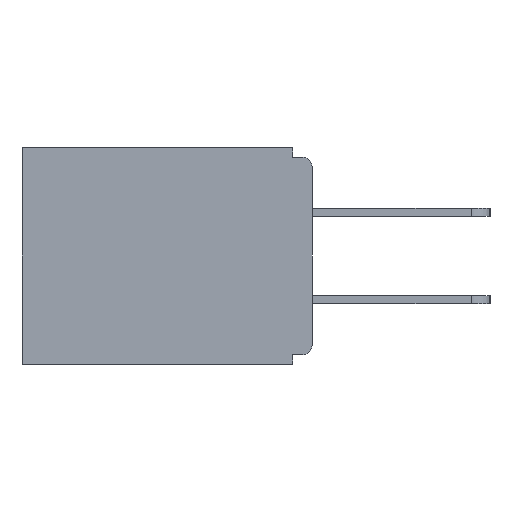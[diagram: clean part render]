
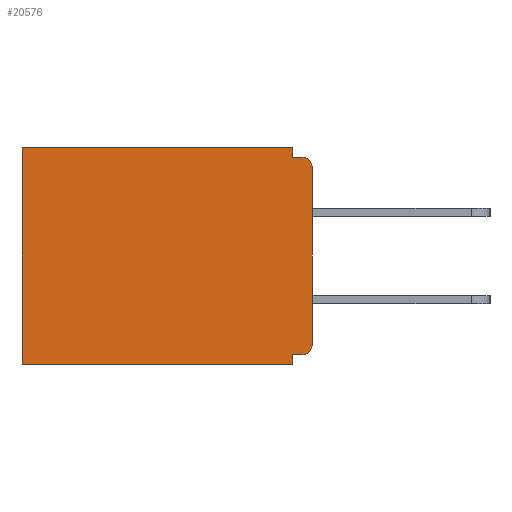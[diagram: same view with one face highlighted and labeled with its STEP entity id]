
A CAD part, left-side view. The second image highlights one B-rep face of the part: STEP entity #20576.
In plain terms, the highlighted planar face has unit normal (-1, 0, 0).
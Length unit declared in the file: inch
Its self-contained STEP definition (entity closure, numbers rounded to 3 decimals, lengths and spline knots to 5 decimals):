
#231 = DIRECTION ( 'NONE',  ( 0., 0., -1. ) ) ;
#416 = CARTESIAN_POINT ( 'NONE',  ( 0.298, 0., -0.03 ) ) ;
#439 = EDGE_CURVE ( 'NONE', #16707, #20886, #23143, .T. ) ;
#673 = DIRECTION ( 'NONE',  ( 0., -1., 0. ) ) ;
#850 = DIRECTION ( 'NONE',  ( -1., 0., 0. ) ) ;
#943 = DIRECTION ( 'NONE',  ( 0., 0., -1. ) ) ;
#2294 = VERTEX_POINT ( 'NONE', #22984 ) ;
#2442 = LINE ( 'NONE', #6823, #14164 ) ;
#2548 = CARTESIAN_POINT ( 'NONE',  ( 0.298, 0.031, -0.328 ) ) ;
#3782 = LINE ( 'NONE', #18077, #20356 ) ;
#4182 = ORIENTED_EDGE ( 'NONE', *, *, #15260, .F. ) ;
#4267 = LINE ( 'NONE', #20911, #21786 ) ;
#4542 = VECTOR ( 'NONE', #24481, 39.37008 ) ;
#4646 = CARTESIAN_POINT ( 'NONE',  ( 0.298, 0.015, -0.313 ) ) ;
#5077 = CARTESIAN_POINT ( 'NONE',  ( 0.298, 0., -0.313 ) ) ;
#5558 = DIRECTION ( 'NONE',  ( 0., 0., -1. ) ) ;
#5749 = EDGE_CURVE ( 'NONE', #21904, #23708, #18640, .T. ) ;
#5900 = CARTESIAN_POINT ( 'NONE',  ( 0.298, 0.46, -0.343 ) ) ;
#6004 = CARTESIAN_POINT ( 'NONE',  ( 0.298, 0.015, -0.328 ) ) ;
#6069 = DIRECTION ( 'NONE',  ( 0., 0., -1. ) ) ;
#6507 = DIRECTION ( 'NONE',  ( 0., 0., -1. ) ) ;
#6629 = DIRECTION ( 'NONE',  ( -1., 0., 0. ) ) ;
#6823 = CARTESIAN_POINT ( 'NONE',  ( 0.298, 0.031, -0.343 ) ) ;
#7066 = VECTOR ( 'NONE', #8671, 39.37008 ) ;
#7411 = VERTEX_POINT ( 'NONE', #22193 ) ;
#7720 = VERTEX_POINT ( 'NONE', #13145 ) ;
#8350 = ORIENTED_EDGE ( 'NONE', *, *, #439, .T. ) ;
#8431 = CARTESIAN_POINT ( 'NONE',  ( 0.298, 0., -0.343 ) ) ;
#8501 = VERTEX_POINT ( 'NONE', #2548 ) ;
#8671 = DIRECTION ( 'NONE',  ( 0., 1., 0. ) ) ;
#8934 = ORIENTED_EDGE ( 'NONE', *, *, #15029, .F. ) ;
#9483 = VECTOR ( 'NONE', #673, 39.37008 ) ;
#9619 = CARTESIAN_POINT ( 'NONE',  ( 0.298, 0., 0. ) ) ;
#10101 = FACE_OUTER_BOUND ( 'NONE', #11074, .T. ) ;
#10520 = ORIENTED_EDGE ( 'NONE', *, *, #20179, .F. ) ;
#10879 = VECTOR ( 'NONE', #6069, 39.37008 ) ;
#11074 = EDGE_LOOP ( 'NONE', ( #21670, #15117, #20130, #23661, #16662, #10520, #4182, #8934, #8350, #14059 ) ) ;
#12180 = LINE ( 'NONE', #8431, #7066 ) ;
#12258 = EDGE_CURVE ( 'NONE', #2294, #23708, #19441, .T. ) ;
#13145 = CARTESIAN_POINT ( 'NONE',  ( 0.298, 0.46, 0. ) ) ;
#13705 = VERTEX_POINT ( 'NONE', #23456 ) ;
#13866 = LINE ( 'NONE', #9619, #4542 ) ;
#14059 = ORIENTED_EDGE ( 'NONE', *, *, #15496, .F. ) ;
#14164 = VECTOR ( 'NONE', #943, 39.37008 ) ;
#14191 = VECTOR ( 'NONE', #17502, 39.37008 ) ;
#14358 = AXIS2_PLACEMENT_3D ( 'NONE', #17612, #23375, #231 ) ;
#14511 = DIRECTION ( 'NONE',  ( 0., 0., -1. ) ) ;
#15029 = EDGE_CURVE ( 'NONE', #16707, #8501, #16044, .T. ) ;
#15117 = ORIENTED_EDGE ( 'NONE', *, *, #12258, .F. ) ;
#15260 = EDGE_CURVE ( 'NONE', #8501, #7411, #2442, .T. ) ;
#15496 = EDGE_CURVE ( 'NONE', #21904, #20886, #4267, .T. ) ;
#15581 = VERTEX_POINT ( 'NONE', #5900 ) ;
#15868 = CARTESIAN_POINT ( 'NONE',  ( 0.298, 0., -0.015 ) ) ;
#16011 = CARTESIAN_POINT ( 'NONE',  ( 0.298, 0.031, -0.343 ) ) ;
#16044 = LINE ( 'NONE', #23355, #14191 ) ;
#16148 = AXIS2_PLACEMENT_3D ( 'NONE', #4646, #850, #21894 ) ;
#16582 = EDGE_CURVE ( 'NONE', #13705, #7720, #13866, .T. ) ;
#16662 = ORIENTED_EDGE ( 'NONE', *, *, #20150, .T. ) ;
#16707 = VERTEX_POINT ( 'NONE', #6004 ) ;
#16924 = PLANE ( 'NONE',  #14358 ) ;
#17502 = DIRECTION ( 'NONE',  ( 0., 1., 0. ) ) ;
#17612 = CARTESIAN_POINT ( 'NONE',  ( 0.298, 0., 0. ) ) ;
#18077 = CARTESIAN_POINT ( 'NONE',  ( 0.298, 0.46, 0. ) ) ;
#18640 = CIRCLE ( 'NONE', #19745, 0.015 ) ;
#19407 = CARTESIAN_POINT ( 'NONE',  ( 0.298, 0.015, -0.015 ) ) ;
#19441 = LINE ( 'NONE', #15868, #9483 ) ;
#19745 = AXIS2_PLACEMENT_3D ( 'NONE', #20118, #6629, #14511 ) ;
#19943 = LINE ( 'NONE', #16011, #10879 ) ;
#20118 = CARTESIAN_POINT ( 'NONE',  ( 0.298, 0.015, -0.03 ) ) ;
#20130 = ORIENTED_EDGE ( 'NONE', *, *, #21859, .F. ) ;
#20150 = EDGE_CURVE ( 'NONE', #7720, #15581, #3782, .T. ) ;
#20179 = EDGE_CURVE ( 'NONE', #7411, #15581, #12180, .T. ) ;
#20356 = VECTOR ( 'NONE', #6507, 39.37008 ) ;
#20576 = ADVANCED_FACE ( 'NONE', ( #10101 ), #16924, .F. ) ;
#20886 = VERTEX_POINT ( 'NONE', #5077 ) ;
#20911 = CARTESIAN_POINT ( 'NONE',  ( 0.298, 0., 0. ) ) ;
#21670 = ORIENTED_EDGE ( 'NONE', *, *, #5749, .T. ) ;
#21786 = VECTOR ( 'NONE', #5558, 39.37008 ) ;
#21859 = EDGE_CURVE ( 'NONE', #13705, #2294, #19943, .T. ) ;
#21894 = DIRECTION ( 'NONE',  ( 0., 0., -1. ) ) ;
#21904 = VERTEX_POINT ( 'NONE', #416 ) ;
#22193 = CARTESIAN_POINT ( 'NONE',  ( 0.298, 0.031, -0.343 ) ) ;
#22984 = CARTESIAN_POINT ( 'NONE',  ( 0.298, 0.031, -0.015 ) ) ;
#23143 = CIRCLE ( 'NONE', #16148, 0.015 ) ;
#23355 = CARTESIAN_POINT ( 'NONE',  ( 0.298, 0., -0.328 ) ) ;
#23375 = DIRECTION ( 'NONE',  ( 1., 0., 0. ) ) ;
#23456 = CARTESIAN_POINT ( 'NONE',  ( 0.298, 0.031, 0. ) ) ;
#23661 = ORIENTED_EDGE ( 'NONE', *, *, #16582, .T. ) ;
#23708 = VERTEX_POINT ( 'NONE', #19407 ) ;
#24481 = DIRECTION ( 'NONE',  ( 0., 1., 0. ) ) ;
